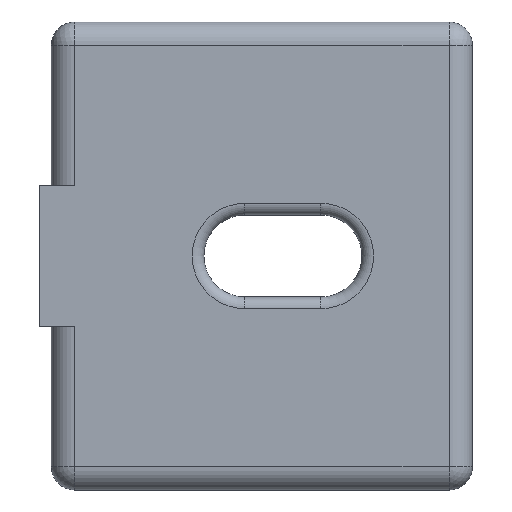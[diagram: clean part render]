
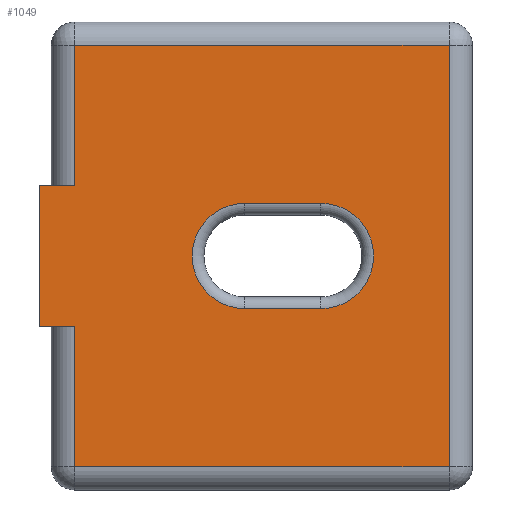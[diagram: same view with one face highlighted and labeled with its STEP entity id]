
A CAD part, left-side view. The second image highlights one B-rep face of the part: STEP entity #1049.
In plain terms, the highlighted planar face has unit normal (-1, 0, 0).
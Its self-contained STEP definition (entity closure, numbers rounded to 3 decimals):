
#41=FACE_BOUND('',#348,.T.);
#58=PLANE('',#1152);
#87=LINE('',#1667,#166);
#88=LINE('',#1673,#167);
#90=LINE('',#1679,#169);
#91=LINE('',#1681,#170);
#92=LINE('',#1683,#171);
#93=LINE('',#1685,#172);
#94=LINE('',#1687,#173);
#95=LINE('',#1689,#174);
#96=LINE('',#1691,#175);
#97=LINE('',#1692,#176);
#166=VECTOR('',#1323,10.);
#167=VECTOR('',#1332,10.);
#169=VECTOR('',#1338,10.);
#170=VECTOR('',#1339,10.);
#171=VECTOR('',#1340,10.);
#172=VECTOR('',#1341,10.);
#173=VECTOR('',#1342,10.);
#174=VECTOR('',#1343,10.);
#175=VECTOR('',#1344,10.);
#176=VECTOR('',#1345,10.);
#277=FACE_OUTER_BOUND('',#347,.T.);
#347=EDGE_LOOP('',(#771,#772,#773,#774,#775,#776,#777,#778));
#348=EDGE_LOOP('',(#779,#780,#781,#782));
#417=CIRCLE('',#1142,2.25);
#422=CIRCLE('',#1149,2.25);
#483=VERTEX_POINT('',#1656);
#484=VERTEX_POINT('',#1658);
#486=VERTEX_POINT('',#1664);
#487=VERTEX_POINT('',#1669);
#488=VERTEX_POINT('',#1677);
#489=VERTEX_POINT('',#1678);
#490=VERTEX_POINT('',#1680);
#491=VERTEX_POINT('',#1682);
#492=VERTEX_POINT('',#1684);
#493=VERTEX_POINT('',#1686);
#494=VERTEX_POINT('',#1688);
#495=VERTEX_POINT('',#1690);
#582=EDGE_CURVE('',#483,#484,#417,.T.);
#587=EDGE_CURVE('',#484,#486,#87,.T.);
#589=EDGE_CURVE('',#486,#487,#422,.T.);
#590=EDGE_CURVE('',#487,#483,#88,.T.);
#592=EDGE_CURVE('',#488,#489,#90,.T.);
#593=EDGE_CURVE('',#490,#489,#91,.T.);
#594=EDGE_CURVE('',#491,#490,#92,.T.);
#595=EDGE_CURVE('',#492,#491,#93,.T.);
#596=EDGE_CURVE('',#493,#492,#94,.T.);
#597=EDGE_CURVE('',#494,#493,#95,.T.);
#598=EDGE_CURVE('',#495,#494,#96,.T.);
#599=EDGE_CURVE('',#488,#495,#97,.T.);
#771=ORIENTED_EDGE('',*,*,#592,.T.);
#772=ORIENTED_EDGE('',*,*,#593,.F.);
#773=ORIENTED_EDGE('',*,*,#594,.F.);
#774=ORIENTED_EDGE('',*,*,#595,.F.);
#775=ORIENTED_EDGE('',*,*,#596,.F.);
#776=ORIENTED_EDGE('',*,*,#597,.F.);
#777=ORIENTED_EDGE('',*,*,#598,.F.);
#778=ORIENTED_EDGE('',*,*,#599,.F.);
#779=ORIENTED_EDGE('',*,*,#582,.F.);
#780=ORIENTED_EDGE('',*,*,#590,.F.);
#781=ORIENTED_EDGE('',*,*,#589,.F.);
#782=ORIENTED_EDGE('',*,*,#587,.F.);
#1049=ADVANCED_FACE('',(#277,#41),#58,.T.);
#1142=AXIS2_PLACEMENT_3D('',#1659,#1312,#1313);
#1149=AXIS2_PLACEMENT_3D('',#1671,#1328,#1329);
#1152=AXIS2_PLACEMENT_3D('',#1676,#1336,#1337);
#1312=DIRECTION('center_axis',(-1.,0.,0.));
#1313=DIRECTION('ref_axis',(0.,1.,0.));
#1323=DIRECTION('',(0.,-1.,0.));
#1328=DIRECTION('center_axis',(-1.,0.,0.));
#1329=DIRECTION('ref_axis',(0.,-1.,0.));
#1332=DIRECTION('',(0.,1.,0.));
#1336=DIRECTION('center_axis',(-1.,0.,0.));
#1337=DIRECTION('ref_axis',(0.,-1.,0.));
#1338=DIRECTION('',(0.,1.,0.));
#1339=DIRECTION('',(0.,0.,1.));
#1340=DIRECTION('',(0.,1.,0.));
#1341=DIRECTION('',(0.,0.,1.));
#1342=DIRECTION('',(0.,1.,0.));
#1343=DIRECTION('',(0.,0.,-1.));
#1344=DIRECTION('',(0.,-1.,0.));
#1345=DIRECTION('',(0.,0.,1.));
#1656=CARTESIAN_POINT('',(0.,-8.275,12.25));
#1658=CARTESIAN_POINT('',(0.,-8.275,7.75));
#1659=CARTESIAN_POINT('Origin',(0.,-8.275,10.));
#1664=CARTESIAN_POINT('',(0.,-11.525,7.75));
#1667=CARTESIAN_POINT('',(0.,-3.263,7.75));
#1669=CARTESIAN_POINT('',(0.,-11.525,12.25));
#1671=CARTESIAN_POINT('Origin',(0.,-11.525,10.));
#1673=CARTESIAN_POINT('',(0.,-6.638,12.25));
#1676=CARTESIAN_POINT('Origin',(0.,0.,0.));
#1677=CARTESIAN_POINT('',(0.,-1.,13.));
#1678=CARTESIAN_POINT('',(0.,0.5,13.));
#1679=CARTESIAN_POINT('',(0.,0.,13.));
#1680=CARTESIAN_POINT('',(0.,0.5,7.));
#1681=CARTESIAN_POINT('',(0.,0.5,7.));
#1682=CARTESIAN_POINT('',(0.,-1.,7.));
#1683=CARTESIAN_POINT('',(0.,0.,7.));
#1684=CARTESIAN_POINT('',(0.,-1.,1.));
#1685=CARTESIAN_POINT('',(0.,-1.,0.));
#1686=CARTESIAN_POINT('',(0.,-17.,1.));
#1687=CARTESIAN_POINT('',(0.,-4.5,1.));
#1688=CARTESIAN_POINT('',(0.,-17.,19.));
#1689=CARTESIAN_POINT('',(0.,-17.,0.));
#1690=CARTESIAN_POINT('',(0.,-1.,19.));
#1691=CARTESIAN_POINT('',(0.,-4.5,19.));
#1692=CARTESIAN_POINT('',(0.,-1.,0.));
